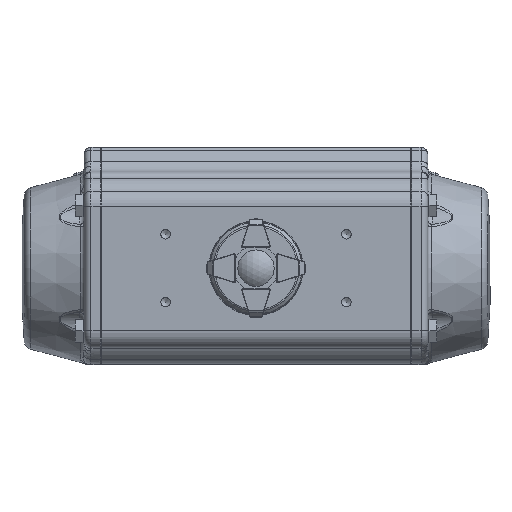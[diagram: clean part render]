
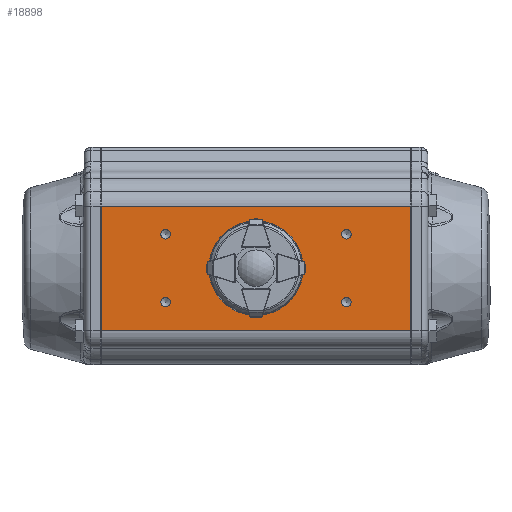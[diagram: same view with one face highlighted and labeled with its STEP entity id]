
A CAD part, top view. The second image highlights one B-rep face of the part: STEP entity #18898.
In plain terms, the highlighted face is planar.
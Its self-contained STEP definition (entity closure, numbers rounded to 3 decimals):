
#1244=LINE('',#39292,#2124);
#1259=LINE('',#39365,#2139);
#1274=LINE('',#39428,#2154);
#1275=LINE('',#39430,#2155);
#2124=VECTOR('',#25090,1000.);
#2139=VECTOR('',#25149,1000.);
#2154=VECTOR('',#25206,1000.);
#2155=VECTOR('',#25209,1000.);
#3133=PLANE('',#20854);
#7102=ORIENTED_EDGE('',*,*,#9609,.F.);
#7103=ORIENTED_EDGE('',*,*,#9677,.F.);
#7104=ORIENTED_EDGE('',*,*,#9645,.T.);
#7105=ORIENTED_EDGE('',*,*,#9678,.T.);
#7106=ORIENTED_EDGE('',*,*,#9271,.T.);
#7107=ORIENTED_EDGE('',*,*,#9263,.F.);
#7108=ORIENTED_EDGE('',*,*,#9265,.F.);
#7109=ORIENTED_EDGE('',*,*,#9267,.F.);
#7110=ORIENTED_EDGE('',*,*,#9269,.F.);
#9263=EDGE_CURVE('',#11100,#11100,#12145,.T.);
#9265=EDGE_CURVE('',#11103,#11103,#12147,.T.);
#9267=EDGE_CURVE('',#11106,#11106,#12149,.T.);
#9269=EDGE_CURVE('',#11109,#11109,#12151,.T.);
#9271=EDGE_CURVE('',#11111,#11111,#12153,.T.);
#9609=EDGE_CURVE('',#11320,#11321,#1244,.T.);
#9645=EDGE_CURVE('',#11357,#11356,#1259,.T.);
#9677=EDGE_CURVE('',#11357,#11320,#1274,.T.);
#9678=EDGE_CURVE('',#11356,#11321,#1275,.T.);
#11100=VERTEX_POINT('',#36656);
#11103=VERTEX_POINT('',#36663);
#11106=VERTEX_POINT('',#36670);
#11109=VERTEX_POINT('',#36677);
#11111=VERTEX_POINT('',#36682);
#11320=VERTEX_POINT('',#39291);
#11321=VERTEX_POINT('',#39293);
#11356=VERTEX_POINT('',#39364);
#11357=VERTEX_POINT('',#39366);
#12145=CIRCLE('',#20478,2.1);
#12147=CIRCLE('',#20482,2.1);
#12149=CIRCLE('',#20486,2.1);
#12151=CIRCLE('',#20490,2.1);
#12153=CIRCLE('',#20493,15.8);
#13679=EDGE_LOOP('',(#7102,#7103,#7104,#7105));
#13680=EDGE_LOOP('',(#7106));
#13681=EDGE_LOOP('',(#7107));
#13682=EDGE_LOOP('',(#7108));
#13683=EDGE_LOOP('',(#7109));
#13684=EDGE_LOOP('',(#7110));
#15078=FACE_BOUND('',#13679,.T.);
#15079=FACE_BOUND('',#13680,.T.);
#15080=FACE_BOUND('',#13681,.T.);
#15081=FACE_BOUND('',#13682,.T.);
#15082=FACE_BOUND('',#13683,.T.);
#15083=FACE_BOUND('',#13684,.T.);
#18898=ADVANCED_FACE('',(#15078,#15079,#15080,#15081,#15082,#15083),#3133,
 .T.);
#20478=AXIS2_PLACEMENT_3D('',#36655,#24384,#24385);
#20482=AXIS2_PLACEMENT_3D('',#36662,#24392,#24393);
#20486=AXIS2_PLACEMENT_3D('',#36669,#24400,#24401);
#20490=AXIS2_PLACEMENT_3D('',#36676,#24408,#24409);
#20493=AXIS2_PLACEMENT_3D('',#36681,#24414,#24415);
#20854=AXIS2_PLACEMENT_3D('',#39564,#25347,#25348);
#24384=DIRECTION('',(0.,1.,0.));
#24385=DIRECTION('',(0.,0.,1.));
#24392=DIRECTION('',(0.,1.,0.));
#24393=DIRECTION('',(0.,0.,1.));
#24400=DIRECTION('',(0.,1.,0.));
#24401=DIRECTION('',(0.,0.,1.));
#24408=DIRECTION('',(0.,1.,0.));
#24409=DIRECTION('',(0.,0.,1.));
#24414=DIRECTION('',(0.,-1.,0.));
#24415=DIRECTION('',(-1.,0.,0.));
#25090=DIRECTION('',(1.,0.,0.));
#25149=DIRECTION('',(1.,0.,0.));
#25206=DIRECTION('',(0.,0.,-1.));
#25209=DIRECTION('',(0.,0.,-1.));
#25347=DIRECTION('',(0.,1.,0.));
#25348=DIRECTION('',(1.,0.,0.));
#36655=CARTESIAN_POINT('',(15.,51.,40.));
#36656=CARTESIAN_POINT('',(15.,51.,42.1));
#36662=CARTESIAN_POINT('',(-15.,51.,40.));
#36663=CARTESIAN_POINT('',(-15.,51.,42.1));
#36669=CARTESIAN_POINT('',(15.,51.,-40.));
#36670=CARTESIAN_POINT('',(15.,51.,-37.9));
#36676=CARTESIAN_POINT('',(-15.,51.,-40.));
#36677=CARTESIAN_POINT('',(-15.,51.,-37.9));
#36681=CARTESIAN_POINT('',(0.,51.,0.));
#36682=CARTESIAN_POINT('',(-15.8,51.,0.));
#39291=CARTESIAN_POINT('',(-27.474,51.,-68.5));
#39292=CARTESIAN_POINT('',(-27.474,51.,-68.5));
#39293=CARTESIAN_POINT('',(27.474,51.,-68.5));
#39364=CARTESIAN_POINT('',(27.474,51.,68.5));
#39365=CARTESIAN_POINT('',(-27.474,51.,68.5));
#39366=CARTESIAN_POINT('',(-27.474,51.,68.5));
#39428=CARTESIAN_POINT('',(-27.474,51.,68.5));
#39430=CARTESIAN_POINT('',(27.474,51.,68.5));
#39564=CARTESIAN_POINT('',(-27.474,51.,68.5));
